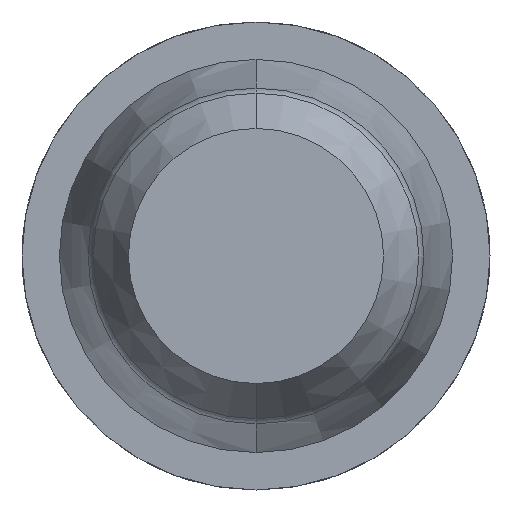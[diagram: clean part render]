
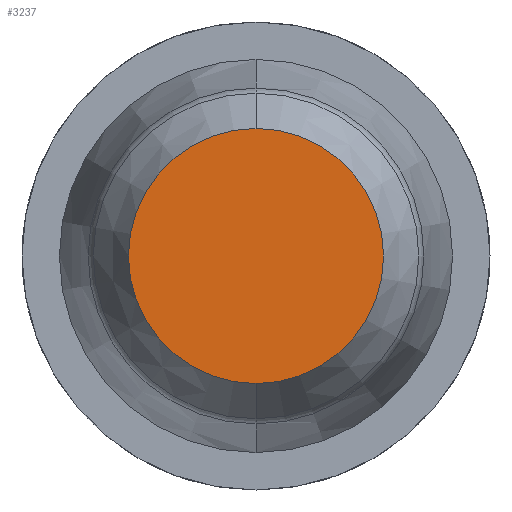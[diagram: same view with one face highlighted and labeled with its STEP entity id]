
A CAD part, front view. The second image highlights one B-rep face of the part: STEP entity #3237.
In plain terms, the highlighted planar face has unit normal (0, -1, 0).
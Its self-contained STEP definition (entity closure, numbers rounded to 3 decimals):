
#178 = ORIENTED_EDGE ( 'NONE', *, *, #2466, .F. ) ;
#198 = CARTESIAN_POINT ( 'NONE',  ( 0., -30.5, 0.627 ) ) ;
#256 = DIRECTION ( 'NONE',  ( 0., 1., 0. ) ) ;
#278 = DIRECTION ( 'NONE',  ( 0., 0., 1. ) ) ;
#383 = EDGE_CURVE ( 'Defeature ausgef�hrt2_7+Defeature ausgef�hrt2_6+Defeature ausgef�hrt2_6+Defeature ausgef�hrt2_6', #3166, #840, #3495, .T. ) ;
#705 = DIRECTION ( 'NONE',  ( 0., 1., 0. ) ) ;
#810 = CARTESIAN_POINT ( 'NONE',  ( 0., -30.5, 0. ) ) ;
#840 = VERTEX_POINT ( 'NONE', #198 ) ;
#1195 = ORIENTED_EDGE ( 'NONE', *, *, #383, .F. ) ;
#1390 = DIRECTION ( 'NONE',  ( 0., 0., 1. ) ) ;
#1453 = DIRECTION ( 'NONE',  ( 0., 0., 1. ) ) ;
#1610 = FACE_OUTER_BOUND ( 'NONE', #1785, .T. ) ;
#1785 = EDGE_LOOP ( 'NONE', ( #178, #1195 ) ) ;
#2021 = CARTESIAN_POINT ( 'NONE',  ( 0., -30.5, 0. ) ) ;
#2176 = CARTESIAN_POINT ( 'NONE',  ( 0., -30.5, -0.627 ) ) ;
#2400 = DIRECTION ( 'NONE',  ( 0., 1., 0. ) ) ;
#2466 = EDGE_CURVE ( 'Defeature ausgef�hrt2_7+Defeature ausgef�hrt2_6+Defeature ausgef�hrt2_6+Defeature ausgef�hrt2_6', #840, #3166, #3676, .T. ) ;
#2492 = CARTESIAN_POINT ( 'NONE',  ( 0., -30.5, 0. ) ) ;
#2887 = PLANE ( 'NONE',  #3516 ) ;
#3166 = VERTEX_POINT ( 'NONE', #2176 ) ;
#3237 = ADVANCED_FACE ( 'Defeature ausgef�hrt2_6', ( #1610 ), #2887, .F. ) ;
#3256 = AXIS2_PLACEMENT_3D ( 'NONE', #2021, #705, #1390 ) ;
#3495 = CIRCLE ( 'NONE', #4037, 0.627 ) ;
#3516 = AXIS2_PLACEMENT_3D ( 'NONE', #2492, #256, #278 ) ;
#3676 = CIRCLE ( 'NONE', #3256, 0.627 ) ;
#4037 = AXIS2_PLACEMENT_3D ( 'NONE', #810, #2400, #1453 ) ;
